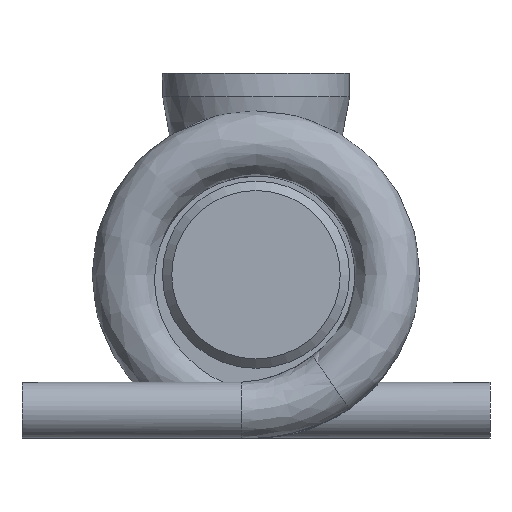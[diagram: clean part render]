
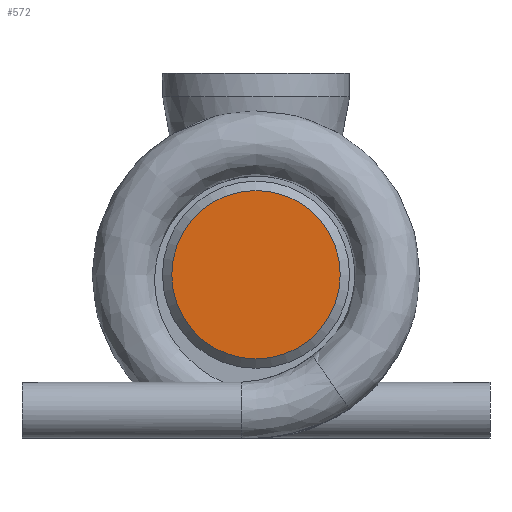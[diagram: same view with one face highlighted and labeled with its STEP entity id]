
A CAD part, left-side view. The second image highlights one B-rep face of the part: STEP entity #572.
In plain terms, the highlighted face is planar.
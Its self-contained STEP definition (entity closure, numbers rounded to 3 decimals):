
#283=ORIENTED_EDGE('',*,*,#361,.F.);
#361=EDGE_CURVE('',#413,#413,#427,.T.);
#413=VERTEX_POINT('',#3626);
#427=CIRCLE('',#768,1.8);
#475=EDGE_LOOP('',(#283));
#523=FACE_BOUND('',#475,.T.);
#536=PLANE('',#773);
#572=ADVANCED_FACE('',(#523),#536,.F.);
#768=AXIS2_PLACEMENT_3D('',#3625,#858,#859);
#773=AXIS2_PLACEMENT_3D('',#3633,#868,#869);
#858=DIRECTION('',(0.,1.,0.));
#859=DIRECTION('',(0.,0.,1.));
#868=DIRECTION('',(0.,1.,0.));
#869=DIRECTION('',(0.,0.,1.));
#3625=CARTESIAN_POINT('',(0.,-7.5,0.));
#3626=CARTESIAN_POINT('',(0.,-7.5,1.8));
#3633=CARTESIAN_POINT('',(0.,-7.5,0.));
